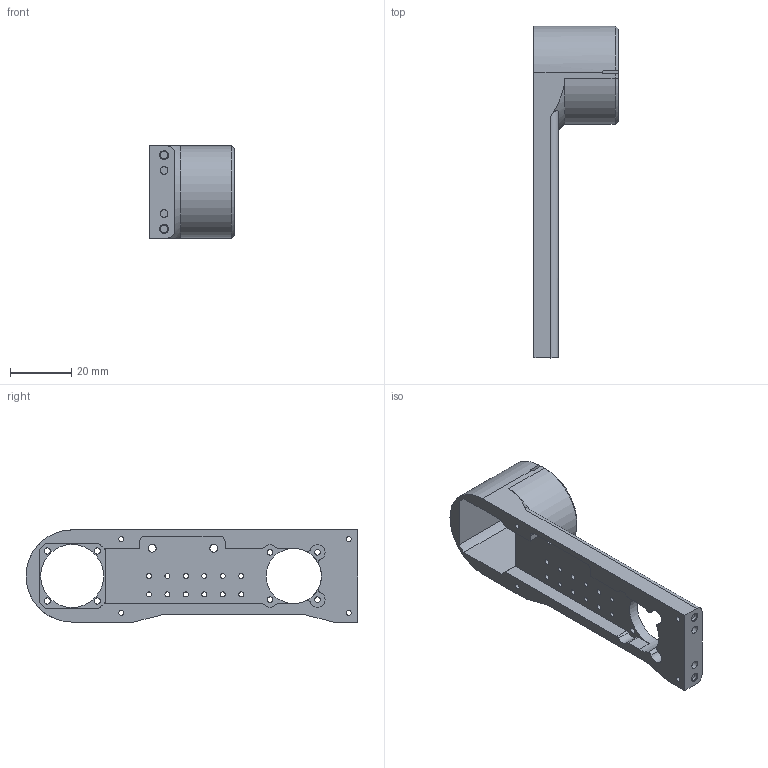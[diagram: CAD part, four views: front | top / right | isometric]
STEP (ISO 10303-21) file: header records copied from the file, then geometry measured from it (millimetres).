
FILE_DESCRIPTION(/* description */ (''),/* implementation_level */ '2;1');
FILE_NAME(/* name */ 'Part 59.step',/* time_stamp */ '2024-04-15T14:14:40-04:00',/* author */ (''),/* organization */ (''),/* preprocessor_version */ 'ST-DEVELOPER v20',/* originating_system */ 'Autodesk Translation Framework v12.20.1.177',/* authorisation */ '');
FILE_SCHEMA (('AUTOMOTIVE_DESIGN { 1 0 10303 214 3 1 1 }'));
Length unit declared in the file: millimetre
Products named in the file (1): Part 59
Bounding box: 27.4 x 108 x 30 mm (x, y, z)
Volume: 19291.5 mm3; surface area: 12225.9 mm2
Topology: 1 solids, 1 shells, 115 faces, 331 edges, 218 vertices
Faces by surface type: cylinder 71, plane 39, cone 5
Full cylindrical faces by diameter (mm): 1.623 x16, 1.8 x4, 2 x4, 2.5 x2, 2.529 x4, 18 x1, 20.5 x1
Entity records: 4081 total; most frequent: CARTESIAN_POINT 772, DIRECTION 717, ORIENTED_EDGE 662, EDGE_CURVE 331, AXIS2_PLACEMENT_3D 280, VERTEX_POINT 218, EDGE_LOOP 171, CIRCLE 160
